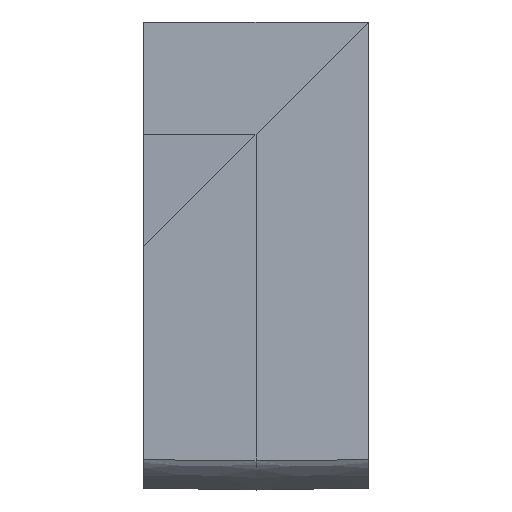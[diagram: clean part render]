
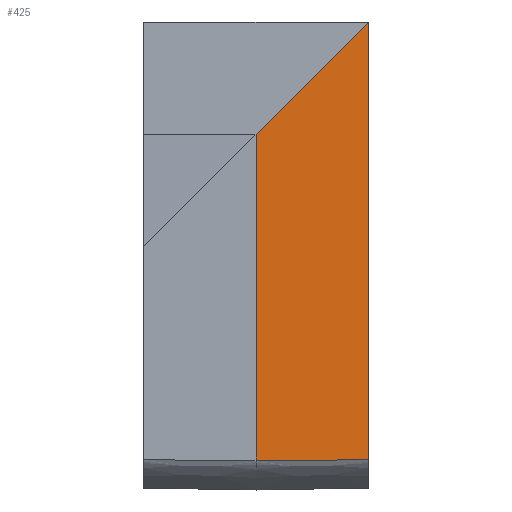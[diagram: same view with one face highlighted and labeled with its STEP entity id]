
A CAD part, top view. The second image highlights one B-rep face of the part: STEP entity #425.
In plain terms, the highlighted planar face has unit normal (0.013, 0, 1).
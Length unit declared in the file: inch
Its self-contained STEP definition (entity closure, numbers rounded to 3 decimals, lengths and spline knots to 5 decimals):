
#32=FACE_OUTER_BOUND('',#56,.T.);
#56=EDGE_LOOP('',(#338,#339,#340,#341));
#105=LINE('',#658,#152);
#121=LINE('',#684,#168);
#124=LINE('',#691,#171);
#126=LINE('',#694,#173);
#152=VECTOR('',#505,0.3937);
#168=VECTOR('',#535,0.3937);
#171=VECTOR('',#542,0.3937);
#173=VECTOR('',#546,0.3937);
#205=VERTEX_POINT('',#655);
#206=VERTEX_POINT('',#657);
#209=VERTEX_POINT('',#682);
#211=VERTEX_POINT('',#690);
#243=EDGE_CURVE('',#206,#205,#105,.T.);
#259=EDGE_CURVE('',#209,#205,#121,.T.);
#262=EDGE_CURVE('',#211,#209,#124,.T.);
#264=EDGE_CURVE('',#211,#206,#126,.T.);
#338=ORIENTED_EDGE('',*,*,#264,.T.);
#339=ORIENTED_EDGE('',*,*,#243,.T.);
#340=ORIENTED_EDGE('',*,*,#259,.F.);
#341=ORIENTED_EDGE('',*,*,#262,.F.);
#405=PLANE('',#463);
#425=ADVANCED_FACE('',(#32),#405,.T.);
#463=AXIS2_PLACEMENT_3D('',#693,#544,#545);
#505=DIRECTION('',(-0.707,-0.707,0.009));
#535=DIRECTION('',(0.,1.,0.));
#542=DIRECTION('',(-1.,-0.012,0.012));
#544=DIRECTION('center_axis',(0.012,0.,1.));
#545=DIRECTION('ref_axis',(1.,0.,-0.012));
#546=DIRECTION('',(0.,1.,0.));
#655=CARTESIAN_POINT('',(213.75,297.4,40.125));
#657=CARTESIAN_POINT('',(223.75,307.4,40.));
#658=CARTESIAN_POINT('',(209.50111,293.15111,40.17811));
#682=CARTESIAN_POINT('',(213.75,268.275,40.125));
#684=CARTESIAN_POINT('',(213.75,268.4,40.125));
#690=CARTESIAN_POINT('',(223.75,268.4,40.));
#691=CARTESIAN_POINT('',(214.25297,268.28129,40.11871));
#693=CARTESIAN_POINT('Origin',(213.75,268.4,40.125));
#694=CARTESIAN_POINT('',(223.75,268.4,40.));
